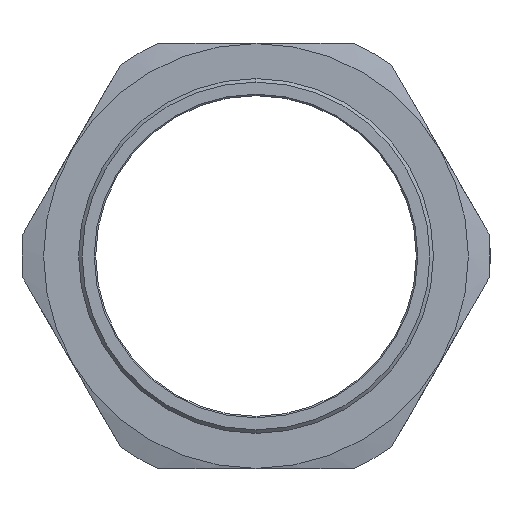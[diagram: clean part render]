
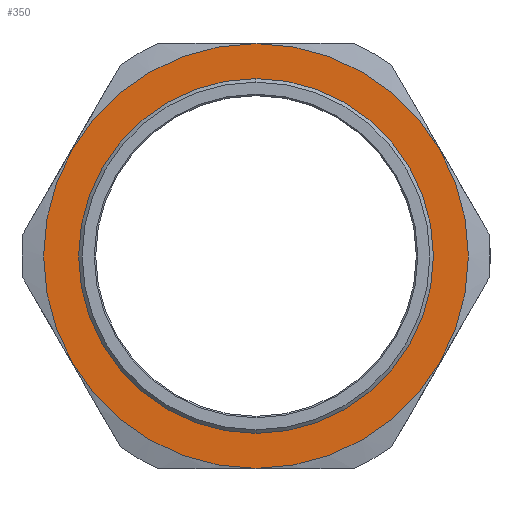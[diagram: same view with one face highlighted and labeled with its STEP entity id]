
A CAD part, left-side view. The second image highlights one B-rep face of the part: STEP entity #350.
In plain terms, the highlighted planar face has unit normal (-1, 0, 0).
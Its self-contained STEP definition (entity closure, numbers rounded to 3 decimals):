
#350 = ADVANCED_FACE ( 'NONE', ( #8841, #2601 ), #3034, .F. ) ;
#457 = EDGE_CURVE ( 'NONE', #2742, #2992, #4880, .T. ) ;
#531 = DIRECTION ( 'NONE',  ( 0., 0., 1. ) ) ;
#1024 = CIRCLE ( 'NONE', #9325, 37.5 ) ;
#2160 = DIRECTION ( 'NONE',  ( 0., 0., -1. ) ) ;
#2439 = EDGE_CURVE ( 'NONE', #2992, #2742, #1024, .T. ) ;
#2601 = FACE_BOUND ( 'NONE', #2864, .T. ) ;
#2647 = CARTESIAN_POINT ( 'NONE',  ( 15.3, 0., -44.9 ) ) ;
#2742 = VERTEX_POINT ( 'NONE', #6447 ) ;
#2864 = EDGE_LOOP ( 'NONE', ( #8321, #10959 ) ) ;
#2990 = CIRCLE ( 'NONE', #5392, 44.9 ) ;
#2992 = VERTEX_POINT ( 'NONE', #4162 ) ;
#3034 = PLANE ( 'NONE',  #7566 ) ;
#3255 = AXIS2_PLACEMENT_3D ( 'NONE', #10117, #8959, #3395 ) ;
#3267 = EDGE_CURVE ( 'NONE', #11396, #8023, #2990, .T. ) ;
#3395 = DIRECTION ( 'NONE',  ( 0., 0., -1. ) ) ;
#4162 = CARTESIAN_POINT ( 'NONE',  ( 15.3, 0., -37.5 ) ) ;
#4880 = CIRCLE ( 'NONE', #5904, 37.5 ) ;
#5061 = DIRECTION ( 'NONE',  ( -1., 0., 0. ) ) ;
#5063 = DIRECTION ( 'NONE',  ( -1., 0., 0. ) ) ;
#5101 = CARTESIAN_POINT ( 'NONE',  ( 15.3, 0., 0. ) ) ;
#5392 = AXIS2_PLACEMENT_3D ( 'NONE', #9577, #6889, #11344 ) ;
#5904 = AXIS2_PLACEMENT_3D ( 'NONE', #5101, #5063, #8736 ) ;
#6447 = CARTESIAN_POINT ( 'NONE',  ( 15.3, 0., 37.5 ) ) ;
#6889 = DIRECTION ( 'NONE',  ( 1., 0., 0. ) ) ;
#7566 = AXIS2_PLACEMENT_3D ( 'NONE', #8516, #10308, #2160 ) ;
#7760 = EDGE_LOOP ( 'NONE', ( #8839, #11610 ) ) ;
#8023 = VERTEX_POINT ( 'NONE', #2647 ) ;
#8321 = ORIENTED_EDGE ( 'NONE', *, *, #2439, .F. ) ;
#8390 = EDGE_CURVE ( 'NONE', #8023, #11396, #11502, .T. ) ;
#8516 = CARTESIAN_POINT ( 'NONE',  ( 15.3, 0., -50. ) ) ;
#8736 = DIRECTION ( 'NONE',  ( 0., 0., 1. ) ) ;
#8839 = ORIENTED_EDGE ( 'NONE', *, *, #8390, .F. ) ;
#8841 = FACE_OUTER_BOUND ( 'NONE', #7760, .T. ) ;
#8959 = DIRECTION ( 'NONE',  ( 1., 0., 0. ) ) ;
#9325 = AXIS2_PLACEMENT_3D ( 'NONE', #10442, #5061, #531 ) ;
#9577 = CARTESIAN_POINT ( 'NONE',  ( 15.3, 0., 0. ) ) ;
#9672 = CARTESIAN_POINT ( 'NONE',  ( 15.3, 0., 44.9 ) ) ;
#10117 = CARTESIAN_POINT ( 'NONE',  ( 15.3, 0., 0. ) ) ;
#10308 = DIRECTION ( 'NONE',  ( 1., 0., 0. ) ) ;
#10442 = CARTESIAN_POINT ( 'NONE',  ( 15.3, 0., 0. ) ) ;
#10959 = ORIENTED_EDGE ( 'NONE', *, *, #457, .F. ) ;
#11344 = DIRECTION ( 'NONE',  ( 0., 0., -1. ) ) ;
#11396 = VERTEX_POINT ( 'NONE', #9672 ) ;
#11502 = CIRCLE ( 'NONE', #3255, 44.9 ) ;
#11610 = ORIENTED_EDGE ( 'NONE', *, *, #3267, .F. ) ;
